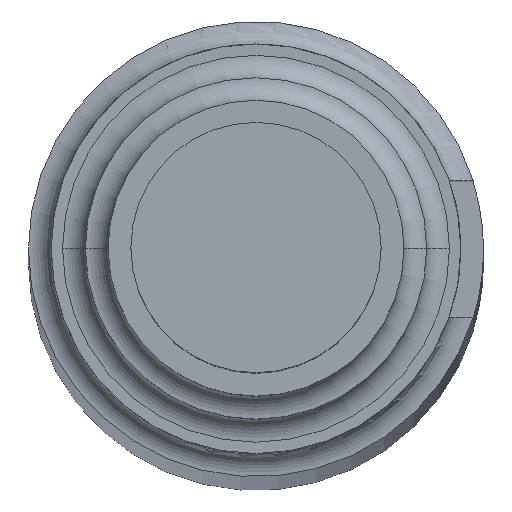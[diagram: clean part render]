
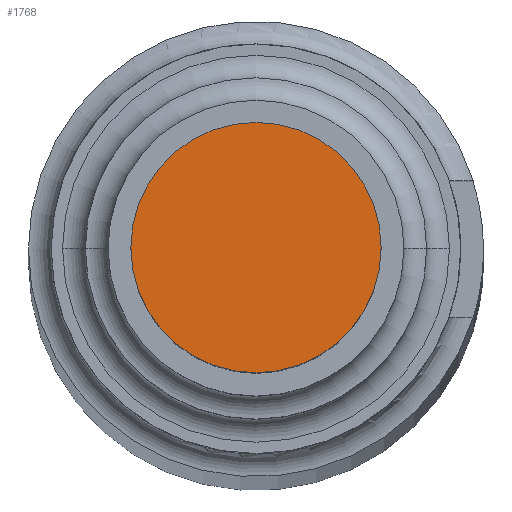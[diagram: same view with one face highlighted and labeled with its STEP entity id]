
A CAD part, top view. The second image highlights one B-rep face of the part: STEP entity #1768.
In plain terms, the highlighted planar face has unit normal (0, 0, 1).
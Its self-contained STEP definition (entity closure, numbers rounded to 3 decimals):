
#651=CARTESIAN_POINT('',(0.,0.,775.));
#652=DIRECTION('',(0.,0.,-1.));
#653=DIRECTION('',(-1.,0.,0.));
#654=AXIS2_PLACEMENT_3D('',#651,#652,#653);
#656=CARTESIAN_POINT('',(0.,0.,775.));
#657=DIRECTION('',(0.,0.,-1.));
#658=DIRECTION('',(1.,0.,0.));
#659=AXIS2_PLACEMENT_3D('',#656,#657,#658);
#715=CARTESIAN_POINT('',(-11.,0.,775.));
#716=CARTESIAN_POINT('',(11.,0.,775.));
#717=VERTEX_POINT('',#715);
#718=VERTEX_POINT('',#716);
#1759=CARTESIAN_POINT('',(0.,0.,775.));
#1760=DIRECTION('',(0.,0.,-1.));
#1761=DIRECTION('',(-1.,0.,0.));
#1762=AXIS2_PLACEMENT_3D('',#1759,#1760,#1761);
#1763=PLANE('',#1762);
#1764=ORIENTED_EDGE('',*,*,#1741,.T.);
#1765=ORIENTED_EDGE('',*,*,#1752,.T.);
#1766=EDGE_LOOP('',(#1764,#1765));
#1767=FACE_OUTER_BOUND('',#1766,.F.);
#1768=ADVANCED_FACE('',(#1767),#1763,.F.);
#655=CIRCLE('',#654,11.);
#660=CIRCLE('',#659,11.);
#1741=EDGE_CURVE('',#717,#718,#655,.T.);
#1752=EDGE_CURVE('',#718,#717,#660,.T.);
